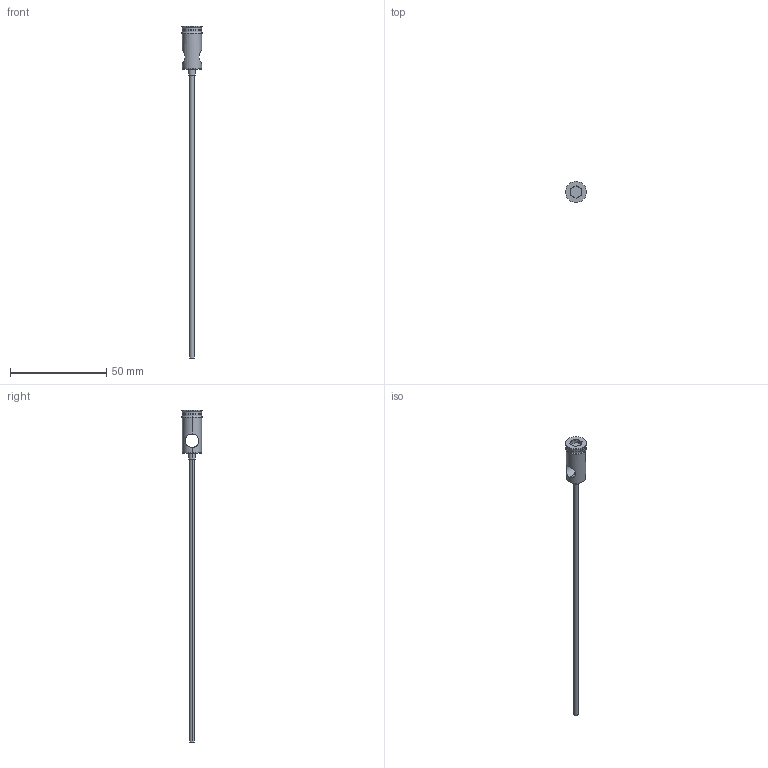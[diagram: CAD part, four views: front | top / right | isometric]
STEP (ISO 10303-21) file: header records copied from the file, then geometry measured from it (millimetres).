
FILE_DESCRIPTION (( 'STEP AP203' ), '1' );
FILE_NAME ('bc8a.STEP', '2023-09-26T18:51:46', ( '' ), ( '' ), 'SwSTEP 2.0', 'SolidWorks 2019', '' );
FILE_SCHEMA (( 'CONFIG_CONTROL_DESIGN' ));
Length unit declared in the file: millimetre
Products named in the file (1): bc8a
Bounding box: 11 x 11 x 172.5 mm (x, y, z)
Volume: 1640.6 mm3; surface area: 3196.9 mm2
Topology: 1 solids, 1 shells, 44 faces, 97 edges, 58 vertices
Faces by surface type: plane 20, cylinder 16, cone 6, torus 2
Entity records: 1436 total; most frequent: CARTESIAN_POINT 366, DIRECTION 217, ORIENTED_EDGE 194, EDGE_CURVE 97, AXIS2_PLACEMENT_3D 81, VERTEX_POINT 58, VECTOR 55, LINE 55
